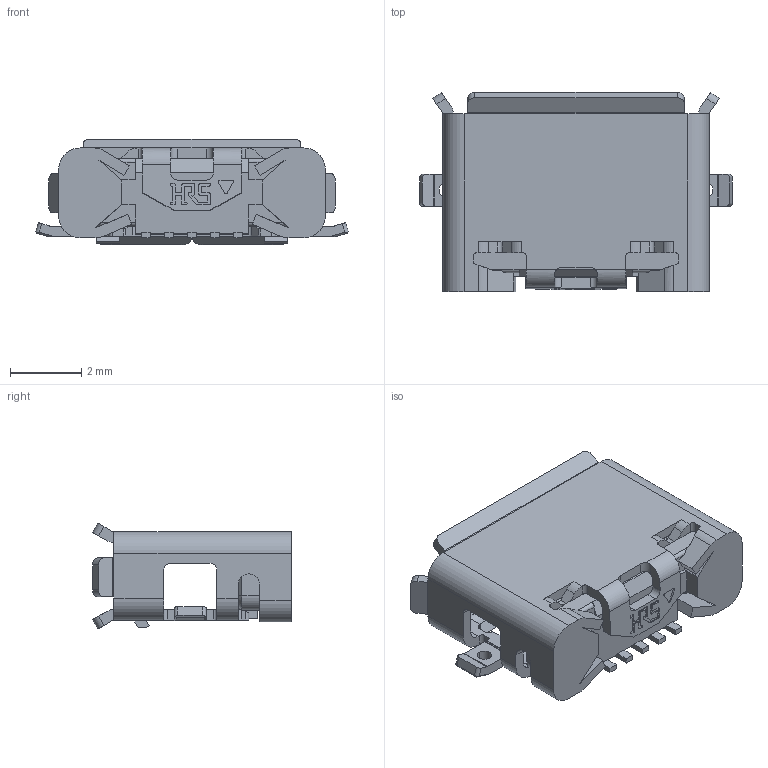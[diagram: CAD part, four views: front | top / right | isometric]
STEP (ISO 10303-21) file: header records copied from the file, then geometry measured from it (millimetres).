
FILE_DESCRIPTION(('Creo Elements/Direct Modeling STEP Export'),'2;1');
FILE_NAME('ZX62R-AB-5P.stp','2016-07-26T13:33:23',(''),(''),'Creo Elements/Direct Modeling STEP processor for AP214 (Solid Model)','Creo Elements/Direct Modeling 18.1E 22-Nov-2013 (C) Parametric Technology GmbH','');
FILE_SCHEMA(('AUTOMOTIVE_DESIGN { 1 0 10303 214 1 1 1 1 }'));
Length unit declared in the file: millimetre
Products named in the file (1): ZX62R-AB-5P
Bounding box: 8.8 x 5.6 x 2.98 mm (x, y, z)
Volume: 40.9 mm3; surface area: 239.1 mm2
Topology: 1 solids, 1 shells, 508 faces, 1518 edges, 992 vertices
Faces by surface type: plane 324, cylinder 174, bspline 6, cone 4
Entity records: 18332 total; most frequent: CARTESIAN_POINT 3909, ORIENTED_EDGE 3036, DIRECTION 2836, EDGE_CURVE 1518, VECTOR 1070, LINE 1070, VERTEX_POINT 992, AXIS2_PLACEMENT_3D 883
